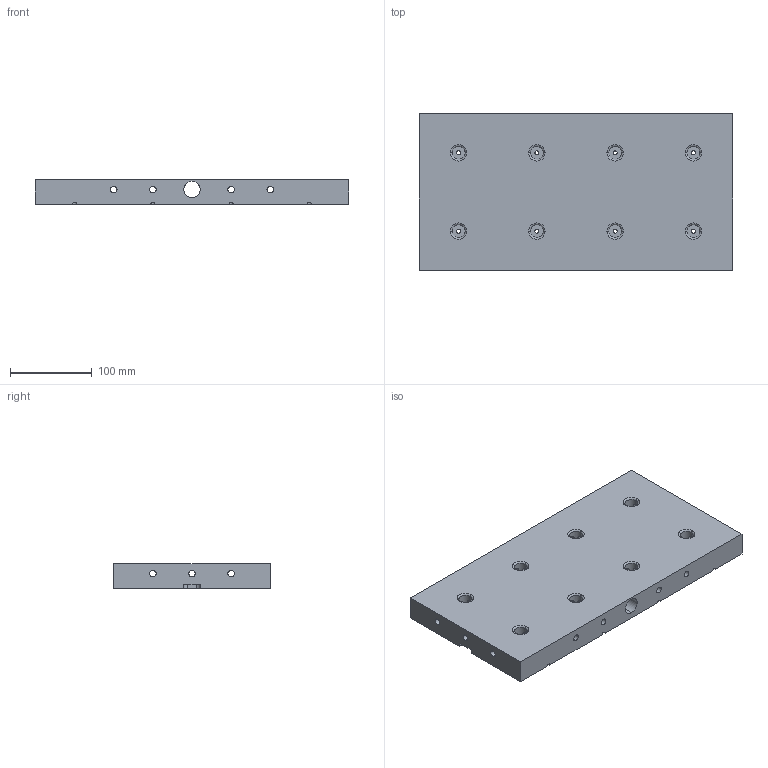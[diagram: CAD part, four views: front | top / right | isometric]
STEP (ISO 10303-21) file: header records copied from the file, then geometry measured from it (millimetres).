
FILE_DESCRIPTION (( 'STEP AP203' ), '1' );
FILE_NAME ('SF-M-96X96-8062.STEP', '2025-03-14T06:01:25', ( '微软用户' ), ( '微软中国' ), 'SwSTEP 2.0', 'SolidWorks 2016', '' );
FILE_SCHEMA (( 'CONFIG_CONTROL_DESIGN' ));
Length unit declared in the file: millimetre
Products named in the file (1): SF-M-96X96-8062
Bounding box: 384 x 192 x 30 mm (x, y, z)
Volume: 1978762.8 mm3; surface area: 245269.5 mm2
Topology: 1 solids, 1 shells, 196 faces, 521 edges, 292 vertices
Faces by surface type: cylinder 144, plane 28, torus 16, cone 8
Entity records: 8154 total; most frequent: CARTESIAN_POINT 3308, ORIENTED_EDGE 1026, DIRECTION 975, EDGE_CURVE 513, AXIS2_PLACEMENT_3D 375, VERTEX_POINT 292, EDGE_LOOP 249, VECTOR 225
